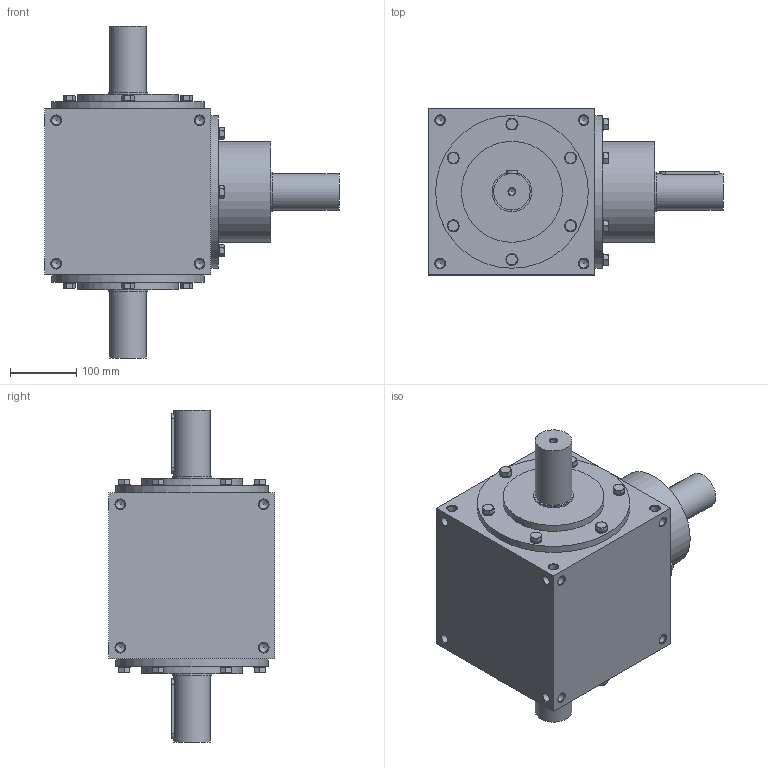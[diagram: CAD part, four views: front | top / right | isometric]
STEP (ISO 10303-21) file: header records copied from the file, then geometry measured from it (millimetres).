
FILE_DESCRIPTION(/* description */ ('STEP AP203'),/* implementation_level */ '2;1');
FILE_NAME(/* name */ 'RM250_RM-S1_R.1_1.5',/* time_stamp */ '2022-12-06T14:07:17+01:00',/* author */ ('License CC BY-ND 4.0'),/* organization */ ('CADENAS'),/* preprocessor_version */ 'ST-DEVELOPER v18.102',/* originating_system */ 'PARTsolutions',/* authorisation */ ' ');
FILE_SCHEMA (('CONFIG_CONTROL_DESIGN'));
Length unit declared in the file: millimetre
Products named in the file (5): RM250_RM-S1_R.1/1.5; RM250-proshaft; RC_RR250-screw; RC250-shaft; RM2501-case
Assembly tree (22 placements, depth 2):
  RM250_RM-S1_R.1/1.5
    RM250-proshaft  x2
    RC_RR250-screw  x18
    RC250-shaft
    RM2501-case
Bounding box: 443 x 250 x 500 mm (x, y, z)
Volume: 19473130.6 mm3; surface area: 714765.6 mm2
Topology: 22 solids, 22 shells, 642 faces, 1481 edges, 864 vertices
Faces by surface type: plane 391, cone 162, cylinder 89
Full cylindrical faces by diameter (mm): 10.106 x3, 13.835 x48, 17.5 x18, 55 x3, 60 x5, 152 x3, 230 x3
Entity records: 4742 total; most frequent: DIRECTION 880, CARTESIAN_POINT 805, ORIENTED_EDGE 578, AXIS2_PLACEMENT_3D 414, FACE_BOUND 324, EDGE_LOOP 298, EDGE_CURVE 289, VERTEX_POINT 247
